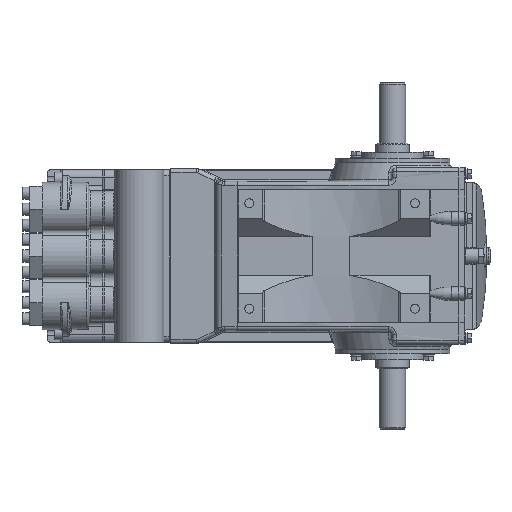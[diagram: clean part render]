
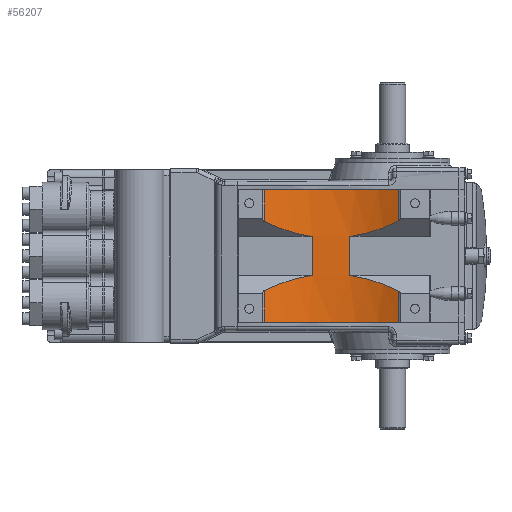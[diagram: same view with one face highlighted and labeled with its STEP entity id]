
A CAD part, front view. The second image highlights one B-rep face of the part: STEP entity #56207.
In plain terms, the highlighted cylindrical face has radius 191.521 mm (diameter 383.043 mm), a partial arc.
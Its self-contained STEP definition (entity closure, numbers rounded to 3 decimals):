
#25914 =( BOUNDED_CURVE ( )  B_SPLINE_CURVE ( 3, ( #25959, #25958, #25957, #25956 ),
 .UNSPECIFIED., .F., .T. ) 
 B_SPLINE_CURVE_WITH_KNOTS ( ( 4, 4 ),
 ( 3.273, 3.621 ),
 .UNSPECIFIED. ) 
 CURVE ( )  GEOMETRIC_REPRESENTATION_ITEM ( )  RATIONAL_B_SPLINE_CURVE ( ( 1., 0.99, 0.99, 1. ) ) 
 REPRESENTATION_ITEM ( '' )  );
#25915 = CARTESIAN_POINT ( 'NONE',  ( -106.674, -96.001, -26.001 ) ) ;
#25955 = CARTESIAN_POINT ( 'NONE',  ( -169.896, -115.923, -45.924 ) ) ;
#25956 = CARTESIAN_POINT ( 'NONE',  ( -169.896, -115.923, -45.924 ) ) ;
#25957 = CARTESIAN_POINT ( 'NONE',  ( -150.09, -105.632, -35.633 ) ) ;
#25958 = CARTESIAN_POINT ( 'NONE',  ( -128.802, -98.924, -28.924 ) ) ;
#25959 = CARTESIAN_POINT ( 'NONE',  ( -106.674, -96.001, -26.001 ) ) ;
#25987 = DIRECTION ( 'NONE',  ( 0., 0., -1. ) ) ;
#25988 = VECTOR ( 'NONE', #25987, 1000. ) ;
#25989 = CARTESIAN_POINT ( 'NONE',  ( -169.896, -115.923, 124.003 ) ) ;
#25990 = LINE ( 'NONE', #25989, #25988 ) ;
#25991 = CARTESIAN_POINT ( 'NONE',  ( -169.896, -115.923, -87.998 ) ) ;
#25998 = CARTESIAN_POINT ( 'NONE',  ( -106.674, -96.001, 26.001 ) ) ;
#25999 = CARTESIAN_POINT ( 'NONE',  ( -128.802, -98.924, 28.924 ) ) ;
#26000 = CARTESIAN_POINT ( 'NONE',  ( -150.09, -105.632, 35.633 ) ) ;
#26001 = CARTESIAN_POINT ( 'NONE',  ( -169.896, -115.923, 45.924 ) ) ;
#26002 =( BOUNDED_CURVE ( )  B_SPLINE_CURVE ( 3, ( #26001, #26000, #25999, #25998 ),
 .UNSPECIFIED., .F., .T. ) 
 B_SPLINE_CURVE_WITH_KNOTS ( ( 4, 4 ),
 ( 5.804, 6.152 ),
 .UNSPECIFIED. ) 
 CURVE ( )  GEOMETRIC_REPRESENTATION_ITEM ( )  RATIONAL_B_SPLINE_CURVE ( ( 1., 0.99, 0.99, 1. ) ) 
 REPRESENTATION_ITEM ( '' )  );
#26003 = CARTESIAN_POINT ( 'NONE',  ( -169.896, -115.923, 45.924 ) ) ;
#26012 = DIRECTION ( 'NONE',  ( 0., 0., -1. ) ) ;
#26013 = VECTOR ( 'NONE', #26012, 1000. ) ;
#26014 = CARTESIAN_POINT ( 'NONE',  ( -106.674, -96.001, 124.003 ) ) ;
#26015 = LINE ( 'NONE', #26014, #26013 ) ;
#26037 = CARTESIAN_POINT ( 'NONE',  ( -106.674, -96.001, 26.001 ) ) ;
#26100 = CARTESIAN_POINT ( 'NONE',  ( -169.896, -115.923, 87.998 ) ) ;
#26206 = DIRECTION ( 'NONE',  ( 0., 0., -1. ) ) ;
#26207 = VECTOR ( 'NONE', #26206, 1000. ) ;
#26208 = CARTESIAN_POINT ( 'NONE',  ( -169.896, -115.923, 124.003 ) ) ;
#26209 = LINE ( 'NONE', #26208, #26207 ) ;
#26258 = CARTESIAN_POINT ( 'NONE',  ( 8.348, -116.783, 46.783 ) ) ;
#26259 = CARTESIAN_POINT ( 'NONE',  ( 8.348, -116.783, 87.998 ) ) ;
#26260 = DIRECTION ( 'NONE',  ( 0., 0., -1. ) ) ;
#26261 = VECTOR ( 'NONE', #26260, 1000. ) ;
#26262 = CARTESIAN_POINT ( 'NONE',  ( 8.348, -116.783, 124.003 ) ) ;
#26263 = LINE ( 'NONE', #26262, #26261 ) ;
#26377 =( BOUNDED_CURVE ( )  B_SPLINE_CURVE ( 3, ( #26429, #26428, #26427, #26426 ),
 .UNSPECIFIED., .F., .T. ) 
 B_SPLINE_CURVE_WITH_KNOTS ( ( 4, 4 ),
 ( 0.131, 0.489 ),
 .UNSPECIFIED. ) 
 CURVE ( )  GEOMETRIC_REPRESENTATION_ITEM ( )  RATIONAL_B_SPLINE_CURVE ( ( 1., 0.989, 0.989, 1. ) ) 
 REPRESENTATION_ITEM ( '' )  );
#26378 = CYLINDRICAL_SURFACE ( 'NONE', #26425, 191.521 ) ;
#26379 = FACE_OUTER_BOUND ( 'NONE', #56208, .T. ) ;
#26380 = CARTESIAN_POINT ( 'NONE',  ( -56.508, -96.001, 26.001 ) ) ;
#26385 = CARTESIAN_POINT ( 'NONE',  ( 8.348, -116.783, -87.998 ) ) ;
#26386 = DIRECTION ( 'NONE',  ( -1., 0., 0. ) ) ;
#26387 = DIRECTION ( 'NONE',  ( 0., 0., 1. ) ) ;
#26388 = CARTESIAN_POINT ( 'NONE',  ( -81.591, -285.873, 87.998 ) ) ;
#26389 = AXIS2_PLACEMENT_3D ( 'NONE', #26388, #26387, #26386 ) ;
#26390 = CIRCLE ( 'NONE', #26389, 191.521 ) ;
#26391 = CARTESIAN_POINT ( 'NONE',  ( -56.508, -96.001, -26.001 ) ) ;
#26422 = DIRECTION ( 'NONE',  ( -1., 0., 0. ) ) ;
#26423 = DIRECTION ( 'NONE',  ( 0., 0., -1. ) ) ;
#26424 = CARTESIAN_POINT ( 'NONE',  ( -81.591, -285.873, 124.003 ) ) ;
#26425 = AXIS2_PLACEMENT_3D ( 'NONE', #26424, #26423, #26422 ) ;
#26426 = CARTESIAN_POINT ( 'NONE',  ( 8.348, -116.783, 46.783 ) ) ;
#26427 = CARTESIAN_POINT ( 'NONE',  ( -11.91, -106.008, 36.008 ) ) ;
#26428 = CARTESIAN_POINT ( 'NONE',  ( -33.76, -99.006, 29.006 ) ) ;
#26429 = CARTESIAN_POINT ( 'NONE',  ( -56.508, -96.001, 26.001 ) ) ;
#26489 = CARTESIAN_POINT ( 'NONE',  ( 8.348, -116.783, -46.783 ) ) ;
#26490 = DIRECTION ( 'NONE',  ( 0., 0., -1. ) ) ;
#26491 = VECTOR ( 'NONE', #26490, 1000. ) ;
#26492 = CARTESIAN_POINT ( 'NONE',  ( 8.348, -116.783, 124.003 ) ) ;
#26493 = LINE ( 'NONE', #26492, #26491 ) ;
#26494 = DIRECTION ( 'NONE',  ( 1., 0., 0. ) ) ;
#26495 = DIRECTION ( 'NONE',  ( 0., 0., -1. ) ) ;
#26496 = CARTESIAN_POINT ( 'NONE',  ( -81.591, -285.873, -87.998 ) ) ;
#26497 = AXIS2_PLACEMENT_3D ( 'NONE', #26496, #26495, #26494 ) ;
#26502 = CIRCLE ( 'NONE', #26497, 191.521 ) ;
#26521 = DIRECTION ( 'NONE',  ( 0., 0., 1. ) ) ;
#26522 = VECTOR ( 'NONE', #26521, 1000. ) ;
#26523 = CARTESIAN_POINT ( 'NONE',  ( -56.508, -96.001, 124.003 ) ) ;
#26524 = LINE ( 'NONE', #26523, #26522 ) ;
#26535 = CARTESIAN_POINT ( 'NONE',  ( -56.508, -96.001, -26.001 ) ) ;
#26536 = CARTESIAN_POINT ( 'NONE',  ( -33.76, -99.006, -29.006 ) ) ;
#26537 = CARTESIAN_POINT ( 'NONE',  ( -11.91, -106.008, -36.008 ) ) ;
#26538 = CARTESIAN_POINT ( 'NONE',  ( 8.348, -116.783, -46.783 ) ) ;
#26539 =( BOUNDED_CURVE ( )  B_SPLINE_CURVE ( 3, ( #26538, #26537, #26536, #26535 ),
 .UNSPECIFIED., .F., .T. ) 
 B_SPLINE_CURVE_WITH_KNOTS ( ( 4, 4 ),
 ( 2.653, 3.01 ),
 .UNSPECIFIED. ) 
 CURVE ( )  GEOMETRIC_REPRESENTATION_ITEM ( )  RATIONAL_B_SPLINE_CURVE ( ( 1., 0.989, 0.989, 1. ) ) 
 REPRESENTATION_ITEM ( '' )  );
#55761 = EDGE_CURVE ( 'NONE', #55762, #55769, #25914, .T. ) ;
#55762 = VERTEX_POINT ( 'NONE', #25915 ) ;
#55769 = VERTEX_POINT ( 'NONE', #25955 ) ;
#55780 = VERTEX_POINT ( 'NONE', #25991 ) ;
#55784 = EDGE_CURVE ( 'NONE', #55769, #55780, #25990, .T. ) ;
#55817 = EDGE_CURVE ( 'NONE', #55820, #55880, #26002, .T. ) ;
#55820 = VERTEX_POINT ( 'NONE', #26003 ) ;
#55847 = EDGE_CURVE ( 'NONE', #55880, #55762, #26015, .T. ) ;
#55880 = VERTEX_POINT ( 'NONE', #26037 ) ;
#55884 = VERTEX_POINT ( 'NONE', #26100 ) ;
#56030 = EDGE_CURVE ( 'NONE', #55884, #55820, #26209, .T. ) ;
#56092 = EDGE_CURVE ( 'NONE', #56094, #56096, #26263, .T. ) ;
#56094 = VERTEX_POINT ( 'NONE', #26259 ) ;
#56096 = VERTEX_POINT ( 'NONE', #26258 ) ;
#56170 = VERTEX_POINT ( 'NONE', #26391 ) ;
#56172 = ORIENTED_EDGE ( 'NONE', *, *, #56205, .T. ) ;
#56174 = ORIENTED_EDGE ( 'NONE', *, *, #56092, .F. ) ;
#56176 = ORIENTED_EDGE ( 'NONE', *, *, #56178, .T. ) ;
#56178 = EDGE_CURVE ( 'NONE', #56094, #55884, #26390, .T. ) ;
#56181 = ORIENTED_EDGE ( 'NONE', *, *, #56030, .T. ) ;
#56183 = ORIENTED_EDGE ( 'NONE', *, *, #55817, .T. ) ;
#56185 = ORIENTED_EDGE ( 'NONE', *, *, #55847, .T. ) ;
#56186 = ORIENTED_EDGE ( 'NONE', *, *, #55761, .T. ) ;
#56187 = ORIENTED_EDGE ( 'NONE', *, *, #55784, .T. ) ;
#56188 = VERTEX_POINT ( 'NONE', #26385 ) ;
#56196 = VERTEX_POINT ( 'NONE', #26380 ) ;
#56205 = EDGE_CURVE ( 'NONE', #56196, #56096, #26377, .T. ) ;
#56207 = ADVANCED_FACE ( 'NONE', ( #26379 ), #26378, .F. ) ;
#56208 = EDGE_LOOP ( 'NONE', ( #56315, #56172, #56174, #56176, #56181, #56183, #56185, #56186, #56187, #56290, #56293, #56297 ) ) ;
#56290 = ORIENTED_EDGE ( 'NONE', *, *, #56292, .T. ) ;
#56292 = EDGE_CURVE ( 'NONE', #55780, #56188, #26502, .T. ) ;
#56293 = ORIENTED_EDGE ( 'NONE', *, *, #56294, .F. ) ;
#56294 = EDGE_CURVE ( 'NONE', #56295, #56188, #26493, .T. ) ;
#56295 = VERTEX_POINT ( 'NONE', #26489 ) ;
#56297 = ORIENTED_EDGE ( 'NONE', *, *, #56299, .T. ) ;
#56299 = EDGE_CURVE ( 'NONE', #56295, #56170, #26539, .T. ) ;
#56315 = ORIENTED_EDGE ( 'NONE', *, *, #56317, .T. ) ;
#56317 = EDGE_CURVE ( 'NONE', #56170, #56196, #26524, .T. ) ;
